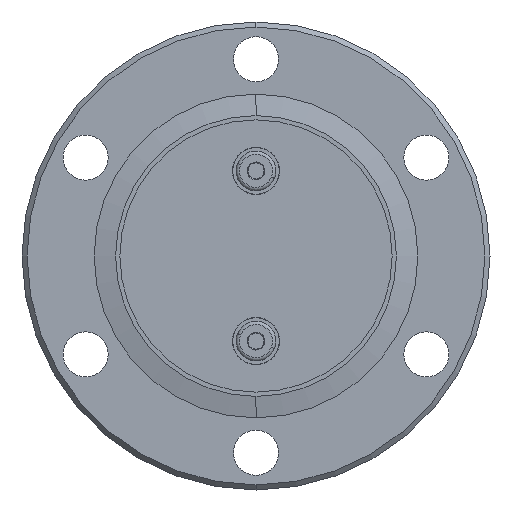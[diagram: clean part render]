
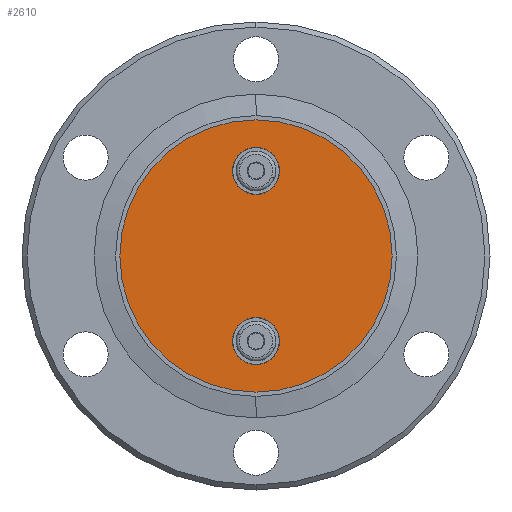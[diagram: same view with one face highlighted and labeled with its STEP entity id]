
A CAD part, front view. The second image highlights one B-rep face of the part: STEP entity #2610.
In plain terms, the highlighted planar face has unit normal (0, -1, 0).
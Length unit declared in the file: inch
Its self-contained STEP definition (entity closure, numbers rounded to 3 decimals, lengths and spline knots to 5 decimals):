
#32 = CARTESIAN_POINT ( 'NONE',  ( 0., 1.01312, -0.25167 ) ) ;
#113 = CARTESIAN_POINT ( 'NONE',  ( 0., 1.01312, -1.39017 ) ) ;
#114 = DIRECTION ( 'NONE',  ( 0., 1., 0. ) ) ;
#115 = DIRECTION ( 'NONE',  ( 0., 0., 1. ) ) ;
#119 = CARTESIAN_POINT ( 'NONE',  ( 0., 1.01312, -0.39017 ) ) ;
#120 = DIRECTION ( 'NONE',  ( 0., 1., 0. ) ) ;
#121 = DIRECTION ( 'NONE',  ( 0., 0., 1. ) ) ;
#200 = CARTESIAN_POINT ( 'NONE',  ( 0., 1.01312, -0.39017 ) ) ;
#201 = DIRECTION ( 'NONE',  ( 0., 1., 0. ) ) ;
#202 = DIRECTION ( 'NONE',  ( 0., 0., 1. ) ) ;
#210 = CARTESIAN_POINT ( 'NONE',  ( 0., 1.01312, -1.39017 ) ) ;
#211 = DIRECTION ( 'NONE',  ( 0., 1., 0. ) ) ;
#212 = DIRECTION ( 'NONE',  ( 0., 0., 1. ) ) ;
#290 = CIRCLE ( 'NONE', #2245, 0.8 ) ;
#427 = AXIS2_PLACEMENT_3D ( 'NONE', #2495, #2489, #2499 ) ;
#541 = CIRCLE ( 'NONE', #1906, 0.1385 ) ;
#547 = CIRCLE ( 'NONE', #1908, 0.1385 ) ;
#553 = CIRCLE ( 'NONE', #1910, 0.1385 ) ;
#555 = CIRCLE ( 'NONE', #1912, 0.1385 ) ;
#722 = CIRCLE ( 'NONE', #3726, 0.8 ) ;
#781 = FACE_BOUND ( 'NONE', #1397, .T. ) ;
#784 = FACE_BOUND ( 'NONE', #2537, .T. ) ;
#788 = FACE_OUTER_BOUND ( 'NONE', #1395, .T. ) ;
#888 = VERTEX_POINT ( 'NONE', #32 ) ;
#918 = VERTEX_POINT ( 'NONE', #3490 ) ;
#919 = VERTEX_POINT ( 'NONE', #3491 ) ;
#925 = VERTEX_POINT ( 'NONE', #3503 ) ;
#1222 = CARTESIAN_POINT ( 'NONE',  ( 0., 1.01312, -0.89017 ) ) ;
#1223 = DIRECTION ( 'NONE',  ( 0., -1., 0. ) ) ;
#1224 = DIRECTION ( 'NONE',  ( 0., 0., 1. ) ) ;
#1395 = EDGE_LOOP ( 'NONE', ( #4344, #4345 ) ) ;
#1397 = EDGE_LOOP ( 'NONE', ( #4349, #4347 ) ) ;
#1615 = EDGE_CURVE ( 'NONE', #3484, #2301, #722, .T. ) ;
#1906 = AXIS2_PLACEMENT_3D ( 'NONE', #200, #201, #202 ) ;
#1908 = AXIS2_PLACEMENT_3D ( 'NONE', #210, #211, #212 ) ;
#1910 = AXIS2_PLACEMENT_3D ( 'NONE', #113, #114, #115 ) ;
#1912 = AXIS2_PLACEMENT_3D ( 'NONE', #119, #120, #121 ) ;
#2245 = AXIS2_PLACEMENT_3D ( 'NONE', #3367, #3368, #3369 ) ;
#2301 = VERTEX_POINT ( 'NONE', #2928 ) ;
#2489 = DIRECTION ( 'NONE',  ( 0., -1., 0. ) ) ;
#2495 = CARTESIAN_POINT ( 'NONE',  ( 0., 1.01312, -0.89017 ) ) ;
#2497 = PLANE ( 'NONE',  #427 ) ;
#2499 = DIRECTION ( 'NONE',  ( 0., 0., 1. ) ) ;
#2537 = EDGE_LOOP ( 'NONE', ( #3175, #4348 ) ) ;
#2610 = ADVANCED_FACE ( 'NONE', ( #784, #788, #781 ), #2497, .T. ) ;
#2928 = CARTESIAN_POINT ( 'NONE',  ( 0., 1.01312, -1.69017 ) ) ;
#3175 = ORIENTED_EDGE ( 'NONE', *, *, #3853, .T. ) ;
#3260 = CARTESIAN_POINT ( 'NONE',  ( 0., 1.01312, -0.09017 ) ) ;
#3367 = CARTESIAN_POINT ( 'NONE',  ( 0., 1.01312, -0.89017 ) ) ;
#3368 = DIRECTION ( 'NONE',  ( 0., -1., 0. ) ) ;
#3369 = DIRECTION ( 'NONE',  ( 0., 0., 1. ) ) ;
#3484 = VERTEX_POINT ( 'NONE', #3260 ) ;
#3490 = CARTESIAN_POINT ( 'NONE',  ( 0., 1.01312, -1.52867 ) ) ;
#3491 = CARTESIAN_POINT ( 'NONE',  ( 0., 1.01312, -1.25167 ) ) ;
#3503 = CARTESIAN_POINT ( 'NONE',  ( 0., 1.01312, -0.52867 ) ) ;
#3671 = EDGE_CURVE ( 'NONE', #2301, #3484, #290, .T. ) ;
#3726 = AXIS2_PLACEMENT_3D ( 'NONE', #1222, #1223, #1224 ) ;
#3853 = EDGE_CURVE ( 'NONE', #888, #925, #541, .T. ) ;
#3857 = EDGE_CURVE ( 'NONE', #919, #918, #547, .T. ) ;
#3860 = EDGE_CURVE ( 'NONE', #918, #919, #553, .T. ) ;
#3862 = EDGE_CURVE ( 'NONE', #925, #888, #555, .T. ) ;
#4344 = ORIENTED_EDGE ( 'NONE', *, *, #1615, .T. ) ;
#4345 = ORIENTED_EDGE ( 'NONE', *, *, #3671, .T. ) ;
#4347 = ORIENTED_EDGE ( 'NONE', *, *, #3860, .T. ) ;
#4348 = ORIENTED_EDGE ( 'NONE', *, *, #3862, .T. ) ;
#4349 = ORIENTED_EDGE ( 'NONE', *, *, #3857, .T. ) ;
